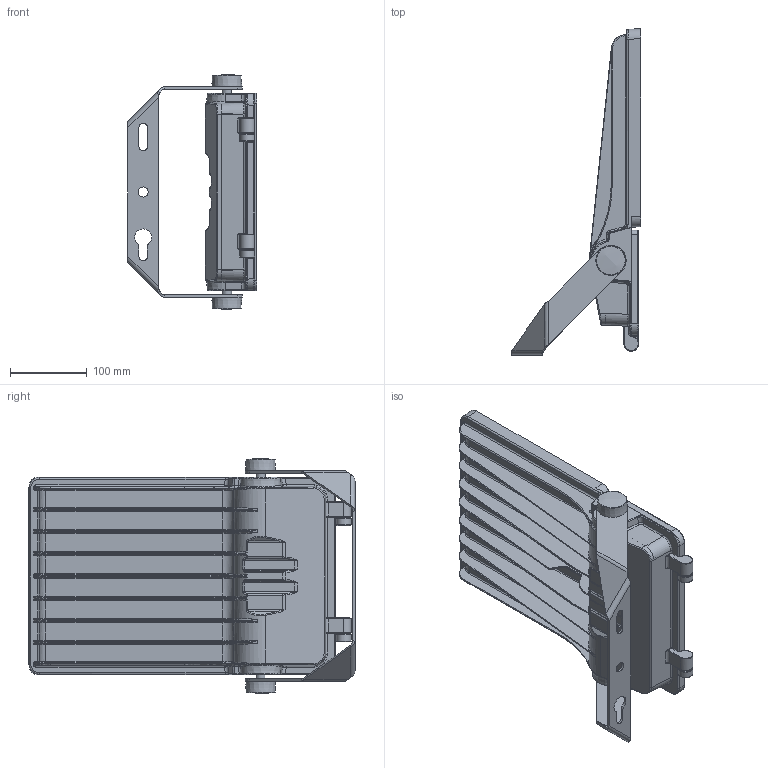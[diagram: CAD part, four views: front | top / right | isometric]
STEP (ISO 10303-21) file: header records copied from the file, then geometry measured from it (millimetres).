
FILE_DESCRIPTION (( 'STEP AP214' ), '1' );
FILE_NAME ('FL_FLEX_80W.STEP', '2024-09-25T06:49:58', ( '' ), ( '' ), 'SwSTEP 2.0', 'SolidWorks 2022', '' );
FILE_SCHEMA (( 'AUTOMOTIVE_DESIGN' ));
Length unit declared in the file: millimetre
Products named in the file (1): FL_FLEX_80W
Bounding box: 168.5 x 423.82 x 304.88 mm (x, y, z)
Volume: 1430103.9 mm3; surface area: 689806.3 mm2
Topology: 8 solids, 11 shells, 914 faces, 2134 edges, 1255 vertices
Faces by surface type: cylinder 327, bspline 321, plane 218, cone 22, torus 19, sphere 7
Full cylindrical faces by diameter (mm): 12.5 x2
Entity records: 57728 total; most frequent: CARTESIAN_POINT 29538, ORIENTED_EDGE 4252, DIRECTION 3039, EDGE_CURVE 2126, VERTEX_POINT 1253, AXIS2_PLACEMENT_3D 1127, EDGE_LOOP 949, UNCERTAINTY_MEASURE_WITH_UNIT 924
